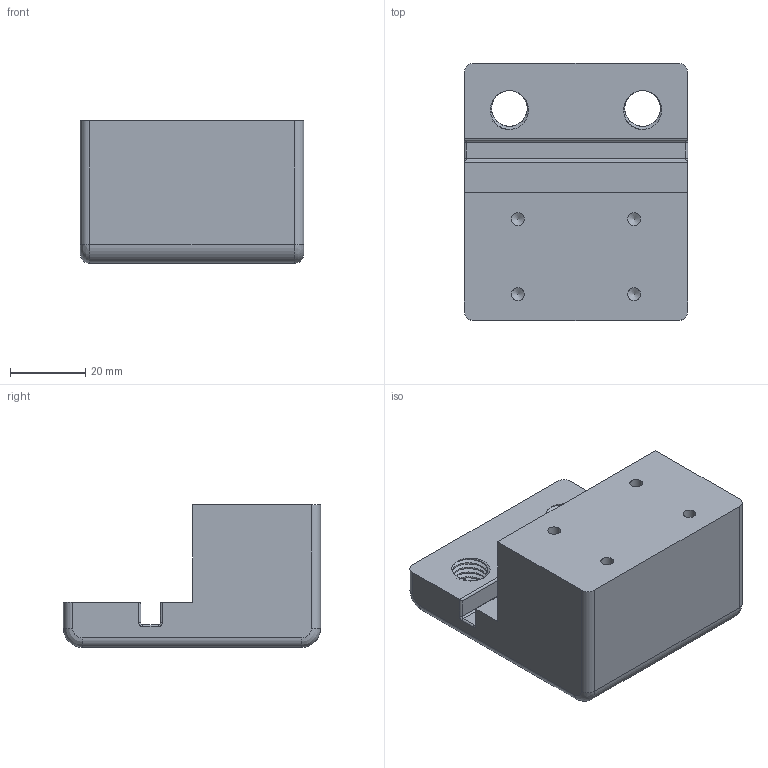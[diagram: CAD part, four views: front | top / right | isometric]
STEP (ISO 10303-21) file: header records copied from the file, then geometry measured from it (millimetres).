
FILE_DESCRIPTION(/* description */ (''),/* implementation_level */ '2;1');
FILE_NAME(/* name */ 'noop mount v2.step',/* time_stamp */ '2025-07-05T10:09:41-04:00',/* author */ (''),/* organization */ (''),/* preprocessor_version */ 'ST-DEVELOPER v20.1',/* originating_system */ 'Autodesk Translation Framework v14.10.0.0',/* authorisation */ '');
FILE_SCHEMA (('AUTOMOTIVE_DESIGN { 1 0 10303 214 3 1 1 }'));
Length unit declared in the file: millimetre
Products named in the file (1): (Unsaved)
Bounding box: 59.5 x 68.5 x 38 mm (x, y, z)
Volume: 96546.7 mm3; surface area: 17311.7 mm2
Topology: 1 solids, 1 shells, 86 faces, 228 edges, 144 vertices
Faces by surface type: cylinder 58, plane 12, bspline 8, torus 4, cone 4
Full cylindrical faces by diameter (mm): 3.4 x4, 9.526 x14, 11.193 x14
Entity records: 6937 total; most frequent: CARTESIAN_POINT 4923, ORIENTED_EDGE 448, DIRECTION 358, EDGE_CURVE 224, VERTEX_POINT 144, AXIS2_PLACEMENT_3D 135, EDGE_LOOP 94, LINE 88
